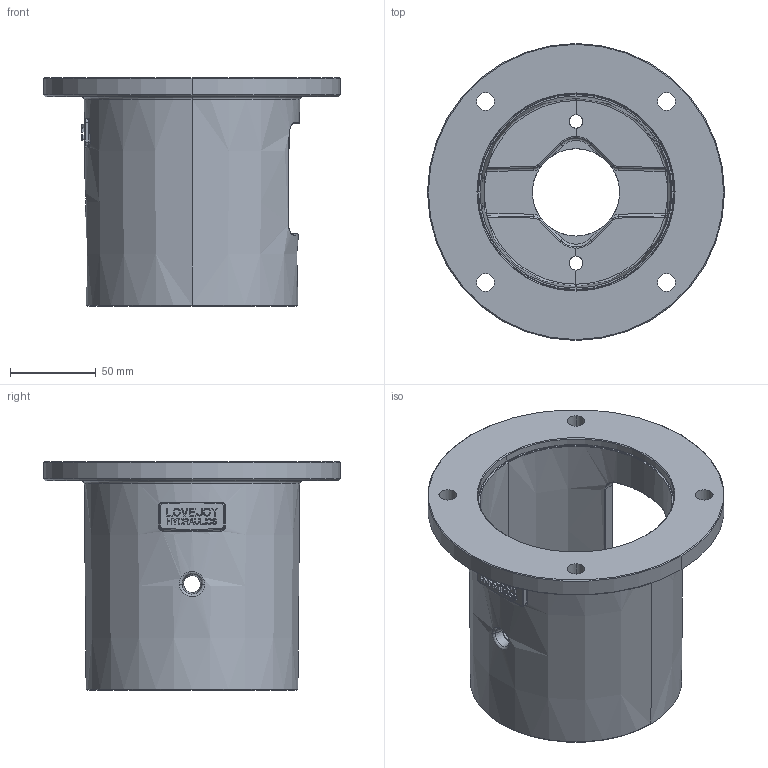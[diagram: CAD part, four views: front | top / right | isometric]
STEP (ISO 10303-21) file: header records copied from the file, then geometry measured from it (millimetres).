
FILE_DESCRIPTION((''),'2;1');
FILE_NAME('84527105143_ASM','2013-04-26T',('ppetruska'),(''),'PRO/ENGINEER BY PARAMETRIC TECHNOLOGY CORPORATION, 2012480','PRO/ENGINEER BY PARAMETRIC TECHNOLOGY CORPORATION, 2012480','');
FILE_SCHEMA(('CONFIG_CONTROL_DESIGN'));
Length unit declared in the file: inch
Products named in the file (3): 84527106014_AF2; 84527106019_AF1_ASM; 84527105143_ASM
Assembly tree (2 placements, depth 3):
  84527105143_ASM
    84527106019_AF1_ASM
      84527106014_AF2
Bounding box: 172.97 x 172.97 x 133.35 mm (x, y, z)
Volume: 555928.7 mm3; surface area: 135579.1 mm2
Topology: 1 solids, 1 shells, 564 faces, 1505 edges, 966 vertices
Faces by surface type: plane 408, bspline 59, cylinder 50, cone 22, torus 17, extrusion 4, sphere 4
Entity records: 20645 total; most frequent: CARTESIAN_POINT 6795, ORIENTED_EDGE 3010, DIRECTION 2591, EDGE_CURVE 1505, VECTOR 1209, LINE 1205, VERTEX_POINT 966, AXIS2_PLACEMENT_3D 691
